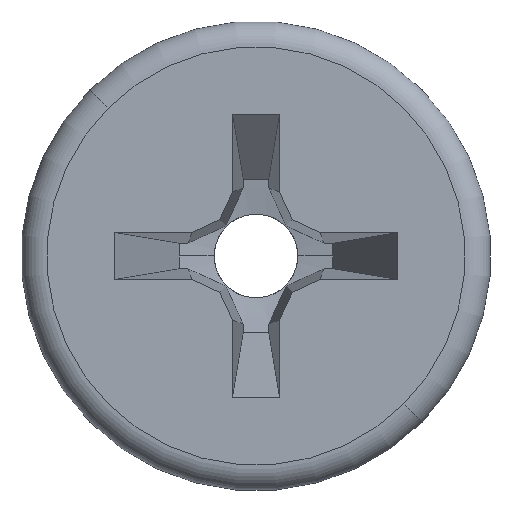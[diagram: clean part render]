
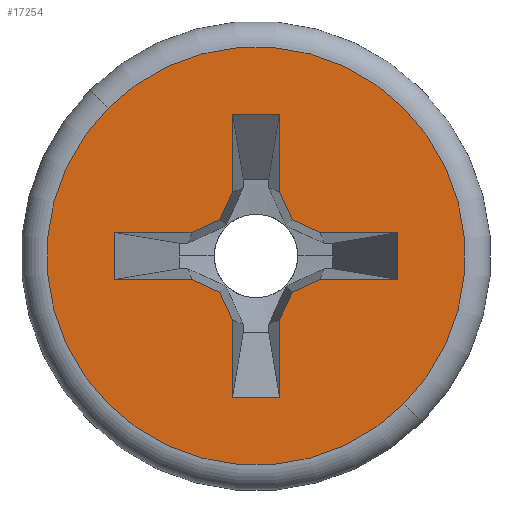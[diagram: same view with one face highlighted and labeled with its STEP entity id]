
A CAD part, left-side view. The second image highlights one B-rep face of the part: STEP entity #17254.
In plain terms, the highlighted planar face has unit normal (-1, 0, 0).
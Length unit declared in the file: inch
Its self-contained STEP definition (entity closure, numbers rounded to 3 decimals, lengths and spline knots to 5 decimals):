
#9052=CARTESIAN_POINT('',(0.,0.,0.));
#9053=DIRECTION('',(-1.,0.,0.));
#9054=DIRECTION('',(0.,1.,0.));
#9055=AXIS2_PLACEMENT_3D('',#9052,#9053,#9054);
#9057=CARTESIAN_POINT('',(0.,0.,0.));
#9058=DIRECTION('',(1.,0.,0.));
#9059=DIRECTION('',(0.,1.,0.));
#9060=AXIS2_PLACEMENT_3D('',#9057,#9058,#9059);
#9062=DIRECTION('',(0.,-0.707,-0.707));
#9063=VECTOR('',#9062,0.02033);
#9064=CARTESIAN_POINT('',(0.,0.05032,-0.03594));
#9065=LINE('',#9064,#9063);
#9066=DIRECTION('',(0.,0.707,-0.707));
#9067=VECTOR('',#9066,0.03358);
#9068=CARTESIAN_POINT('',(0.,0.0122,-0.02658));
#9069=LINE('',#9068,#9067);
#9070=DIRECTION('',(0.,0.94,-0.342));
#9071=VECTOR('',#9070,0.01298);
#9072=CARTESIAN_POINT('',(0.,0.,-0.02214));
#9073=LINE('',#9072,#9071);
#9074=DIRECTION('',(0.,0.94,0.342));
#9075=VECTOR('',#9074,0.01298);
#9076=CARTESIAN_POINT('',(0.,-0.0122,-0.02658));
#9077=LINE('',#9076,#9075);
#9078=DIRECTION('',(0.,-0.707,-0.707));
#9079=VECTOR('',#9078,0.03358);
#9080=CARTESIAN_POINT('',(0.,-0.0122,-0.02658));
#9081=LINE('',#9080,#9079);
#9082=DIRECTION('',(0.,0.707,-0.707));
#9083=VECTOR('',#9082,0.02033);
#9084=CARTESIAN_POINT('',(0.,-0.05032,-0.03594));
#9085=LINE('',#9084,#9083);
#9086=DIRECTION('',(0.,-0.707,-0.707));
#9087=VECTOR('',#9086,0.03358);
#9088=CARTESIAN_POINT('',(0.,-0.02658,-0.0122));
#9089=LINE('',#9088,#9087);
#9090=DIRECTION('',(0.,-0.342,-0.94));
#9091=VECTOR('',#9090,0.01298);
#9092=CARTESIAN_POINT('',(0.,-0.02214,0.));
#9093=LINE('',#9092,#9091);
#9094=DIRECTION('',(0.,0.342,-0.94));
#9095=VECTOR('',#9094,0.01298);
#9096=CARTESIAN_POINT('',(0.,-0.02658,0.0122));
#9097=LINE('',#9096,#9095);
#9098=DIRECTION('',(0.,0.707,-0.707));
#9099=VECTOR('',#9098,0.03358);
#9100=CARTESIAN_POINT('',(0.,-0.05032,0.03594));
#9101=LINE('',#9100,#9099);
#9102=DIRECTION('',(0.,-0.707,-0.707));
#9103=VECTOR('',#9102,0.02033);
#9104=CARTESIAN_POINT('',(0.,-0.03594,0.05032));
#9105=LINE('',#9104,#9103);
#9106=DIRECTION('',(0.,0.707,-0.707));
#9107=VECTOR('',#9106,0.03358);
#9108=CARTESIAN_POINT('',(0.,-0.03594,0.05032));
#9109=LINE('',#9108,#9107);
#9110=DIRECTION('',(0.,-0.94,0.342));
#9111=VECTOR('',#9110,0.01298);
#9112=CARTESIAN_POINT('',(0.,0.,0.02214));
#9113=LINE('',#9112,#9111);
#9114=DIRECTION('',(0.,-0.94,-0.342));
#9115=VECTOR('',#9114,0.01298);
#9116=CARTESIAN_POINT('',(0.,0.0122,0.02658));
#9117=LINE('',#9116,#9115);
#9118=DIRECTION('',(0.,-0.707,-0.707));
#9119=VECTOR('',#9118,0.03358);
#9120=CARTESIAN_POINT('',(0.,0.03594,0.05032));
#9121=LINE('',#9120,#9119);
#9122=DIRECTION('',(0.,0.707,-0.707));
#9123=VECTOR('',#9122,0.02033);
#9124=CARTESIAN_POINT('',(0.,0.03594,0.05032));
#9125=LINE('',#9124,#9123);
#9126=DIRECTION('',(0.,-0.707,-0.707));
#9127=VECTOR('',#9126,0.03358);
#9128=CARTESIAN_POINT('',(0.,0.05032,0.03594));
#9129=LINE('',#9128,#9127);
#9130=DIRECTION('',(0.,0.342,0.94));
#9131=VECTOR('',#9130,0.01298);
#9132=CARTESIAN_POINT('',(0.,0.02214,0.));
#9133=LINE('',#9132,#9131);
#9134=DIRECTION('',(0.,-0.342,0.94));
#9135=VECTOR('',#9134,0.01298);
#9136=CARTESIAN_POINT('',(0.,0.02658,-0.0122));
#9137=LINE('',#9136,#9135);
#9138=DIRECTION('',(0.,0.707,-0.707));
#9139=VECTOR('',#9138,0.03358);
#9140=CARTESIAN_POINT('',(0.,0.02658,-0.0122));
#9141=LINE('',#9140,#9139);
#9281=CARTESIAN_POINT('',(0.,0.05032,-0.03594));
#9282=CARTESIAN_POINT('',(0.,0.03594,-0.05032));
#9283=VERTEX_POINT('',#9281);
#9284=VERTEX_POINT('',#9282);
#9285=CARTESIAN_POINT('',(0.,0.02658,-0.0122));
#9286=VERTEX_POINT('',#9285);
#9287=CARTESIAN_POINT('',(0.,0.02214,0.));
#9288=VERTEX_POINT('',#9287);
#9289=CARTESIAN_POINT('',(0.,0.02658,0.0122));
#9290=VERTEX_POINT('',#9289);
#9291=CARTESIAN_POINT('',(0.,0.05032,0.03594));
#9292=VERTEX_POINT('',#9291);
#9293=CARTESIAN_POINT('',(0.,0.03594,0.05032));
#9294=VERTEX_POINT('',#9293);
#9295=CARTESIAN_POINT('',(0.,0.0122,0.02658));
#9296=VERTEX_POINT('',#9295);
#9297=CARTESIAN_POINT('',(0.,0.,0.02214));
#9298=VERTEX_POINT('',#9297);
#9299=CARTESIAN_POINT('',(0.,-0.0122,0.02658));
#9300=VERTEX_POINT('',#9299);
#9301=CARTESIAN_POINT('',(0.,-0.03594,0.05032));
#9302=VERTEX_POINT('',#9301);
#9303=CARTESIAN_POINT('',(0.,-0.05032,0.03594));
#9304=VERTEX_POINT('',#9303);
#9305=CARTESIAN_POINT('',(0.,-0.02658,0.0122));
#9306=VERTEX_POINT('',#9305);
#9307=CARTESIAN_POINT('',(0.,-0.02214,0.));
#9308=VERTEX_POINT('',#9307);
#9309=CARTESIAN_POINT('',(0.,-0.02658,-0.0122));
#9310=VERTEX_POINT('',#9309);
#9311=CARTESIAN_POINT('',(0.,-0.05032,-0.03594));
#9312=VERTEX_POINT('',#9311);
#9313=CARTESIAN_POINT('',(0.,-0.03594,-0.05032));
#9314=VERTEX_POINT('',#9313);
#9315=CARTESIAN_POINT('',(0.,-0.0122,-0.02658));
#9316=VERTEX_POINT('',#9315);
#9317=CARTESIAN_POINT('',(0.,0.,-0.02214));
#9318=VERTEX_POINT('',#9317);
#9319=CARTESIAN_POINT('',(0.,0.0122,-0.02658));
#9320=VERTEX_POINT('',#9319);
#9373=CARTESIAN_POINT('',(0.,0.08991,0.));
#9374=VERTEX_POINT('',#9373);
#9375=CARTESIAN_POINT('',(0.,-0.08991,0.));
#9376=VERTEX_POINT('',#9375);
#17221=CARTESIAN_POINT('',(0.,0.,0.));
#17222=DIRECTION('',(1.,0.,0.));
#17223=DIRECTION('',(0.,-1.,0.));
#17224=AXIS2_PLACEMENT_3D('',#17221,#17222,#17223);
#17225=PLANE('',#17224);
#17227=ORIENTED_EDGE('',*,*,#17226,.F.);
#17229=ORIENTED_EDGE('',*,*,#17228,.T.);
#17230=EDGE_LOOP('',(#17227,#17229));
#17231=FACE_OUTER_BOUND('',#17230,.F.);
#17232=ORIENTED_EDGE('',*,*,#17042,.T.);
#17233=ORIENTED_EDGE('',*,*,#17056,.F.);
#17234=ORIENTED_EDGE('',*,*,#17082,.F.);
#17235=ORIENTED_EDGE('',*,*,#17108,.F.);
#17236=ORIENTED_EDGE('',*,*,#17122,.T.);
#17237=ORIENTED_EDGE('',*,*,#17136,.F.);
#17238=ORIENTED_EDGE('',*,*,#17150,.F.);
#17239=ORIENTED_EDGE('',*,*,#17176,.F.);
#17240=ORIENTED_EDGE('',*,*,#17202,.F.);
#17241=ORIENTED_EDGE('',*,*,#17215,.F.);
#17242=ORIENTED_EDGE('',*,*,#16851,.F.);
#17243=ORIENTED_EDGE('',*,*,#16867,.T.);
#17244=ORIENTED_EDGE('',*,*,#16893,.F.);
#17245=ORIENTED_EDGE('',*,*,#16919,.F.);
#17246=ORIENTED_EDGE('',*,*,#16933,.F.);
#17247=ORIENTED_EDGE('',*,*,#16947,.T.);
#17248=ORIENTED_EDGE('',*,*,#16961,.T.);
#17249=ORIENTED_EDGE('',*,*,#16987,.F.);
#17250=ORIENTED_EDGE('',*,*,#17013,.F.);
#17251=ORIENTED_EDGE('',*,*,#17027,.T.);
#17252=EDGE_LOOP('',(#17232,#17233,#17234,#17235,#17236,#17237,#17238,#17239,
#17240,#17241,#17242,#17243,#17244,#17245,#17246,#17247,#17248,#17249,#17250,
#17251));
#17253=FACE_BOUND('',#17252,.F.);
#9056=CIRCLE('',#9055,0.08991);
#9061=CIRCLE('',#9060,0.08991);
#16851=EDGE_CURVE('',#9302,#9304,#9105,.T.);
#16867=EDGE_CURVE('',#9302,#9300,#9109,.T.);
#16893=EDGE_CURVE('',#9298,#9300,#9113,.T.);
#16919=EDGE_CURVE('',#9296,#9298,#9117,.T.);
#16933=EDGE_CURVE('',#9294,#9296,#9121,.T.);
#16947=EDGE_CURVE('',#9294,#9292,#9125,.T.);
#16961=EDGE_CURVE('',#9292,#9290,#9129,.T.);
#16987=EDGE_CURVE('',#9288,#9290,#9133,.T.);
#17013=EDGE_CURVE('',#9286,#9288,#9137,.T.);
#17027=EDGE_CURVE('',#9286,#9283,#9141,.T.);
#17042=EDGE_CURVE('',#9283,#9284,#9065,.T.);
#17056=EDGE_CURVE('',#9320,#9284,#9069,.T.);
#17082=EDGE_CURVE('',#9318,#9320,#9073,.T.);
#17108=EDGE_CURVE('',#9316,#9318,#9077,.T.);
#17122=EDGE_CURVE('',#9316,#9314,#9081,.T.);
#17136=EDGE_CURVE('',#9312,#9314,#9085,.T.);
#17150=EDGE_CURVE('',#9310,#9312,#9089,.T.);
#17176=EDGE_CURVE('',#9308,#9310,#9093,.T.);
#17202=EDGE_CURVE('',#9306,#9308,#9097,.T.);
#17215=EDGE_CURVE('',#9304,#9306,#9101,.T.);
#17226=EDGE_CURVE('',#9374,#9376,#9056,.T.);
#17228=EDGE_CURVE('',#9374,#9376,#9061,.T.);
#17254=ADVANCED_FACE('',(#17231,#17253),#17225,.F.);
